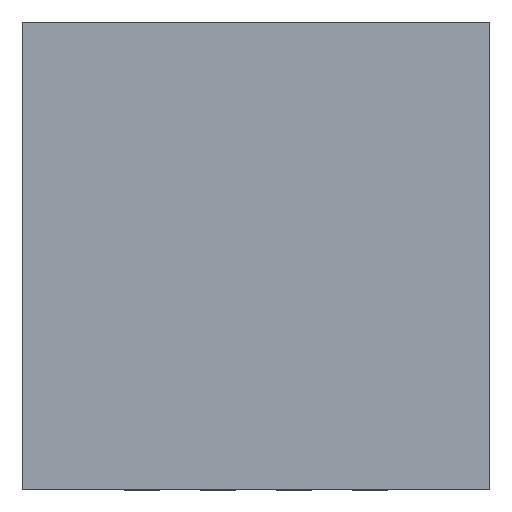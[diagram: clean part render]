
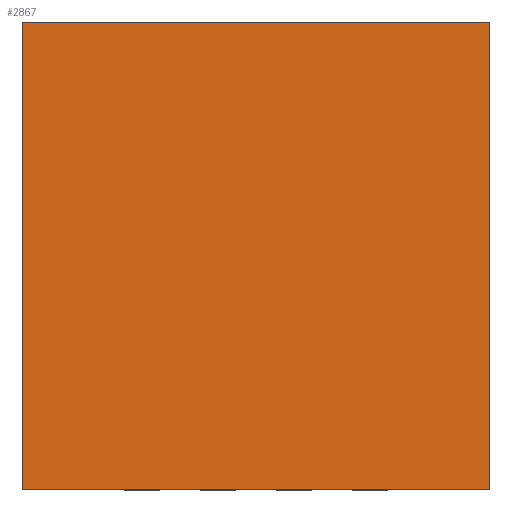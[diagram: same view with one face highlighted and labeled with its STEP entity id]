
A CAD part, top view. The second image highlights one B-rep face of the part: STEP entity #2867.
In plain terms, the highlighted face is planar.
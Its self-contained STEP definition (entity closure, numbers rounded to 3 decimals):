
#1212=DIRECTION('',(0.,0.,1.));
#1213=VECTOR('',#1212,4.);
#1214=CARTESIAN_POINT('',(-2.,0.975,-2.));
#1215=LINE('',#1214,#1213);
#1219=DIRECTION('',(-1.,0.,0.));
#1220=VECTOR('',#1219,4.);
#1221=CARTESIAN_POINT('',(2.,0.975,-2.));
#1222=LINE('',#1221,#1220);
#1226=DIRECTION('',(0.,0.,-1.));
#1227=VECTOR('',#1226,4.);
#1228=CARTESIAN_POINT('',(2.,0.975,2.));
#1229=LINE('',#1228,#1227);
#1233=DIRECTION('',(1.,0.,0.));
#1234=VECTOR('',#1233,4.);
#1235=CARTESIAN_POINT('',(-2.,0.975,2.));
#1236=LINE('',#1235,#1234);
#1694=CARTESIAN_POINT('',(-2.,0.975,-2.));
#1695=CARTESIAN_POINT('',(-2.,0.975,2.));
#1696=VERTEX_POINT('',#1694);
#1697=VERTEX_POINT('',#1695);
#1698=CARTESIAN_POINT('',(2.,0.975,2.));
#1699=VERTEX_POINT('',#1698);
#1700=CARTESIAN_POINT('',(2.,0.975,-2.));
#1701=VERTEX_POINT('',#1700);
#2856=CARTESIAN_POINT('',(0.,0.975,0.));
#2857=DIRECTION('',(0.,1.,0.));
#2858=DIRECTION('',(1.,0.,0.));
#2859=AXIS2_PLACEMENT_3D('',#2856,#2857,#2858);
#2860=PLANE('',#2859);
#2861=ORIENTED_EDGE('',*,*,#2191,.F.);
#2862=ORIENTED_EDGE('',*,*,#2446,.F.);
#2863=ORIENTED_EDGE('',*,*,#2681,.F.);
#2864=ORIENTED_EDGE('',*,*,#2773,.F.);
#2865=EDGE_LOOP('',(#2861,#2862,#2863,#2864));
#2866=FACE_OUTER_BOUND('',#2865,.F.);
#2191=EDGE_CURVE('',#1696,#1697,#1215,.T.);
#2446=EDGE_CURVE('',#1701,#1696,#1222,.T.);
#2681=EDGE_CURVE('',#1699,#1701,#1229,.T.);
#2773=EDGE_CURVE('',#1697,#1699,#1236,.T.);
#2867=ADVANCED_FACE('',(#2866),#2860,.T.);
